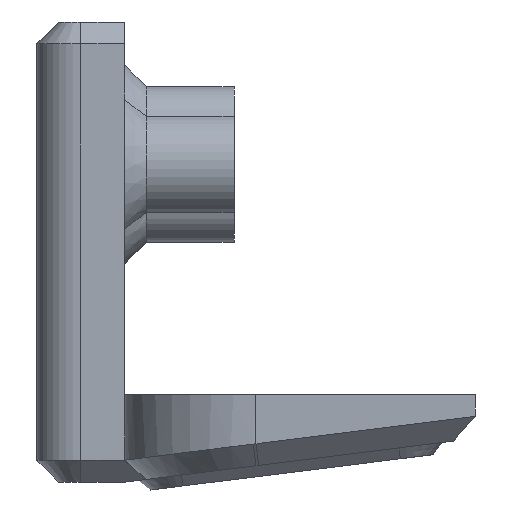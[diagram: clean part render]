
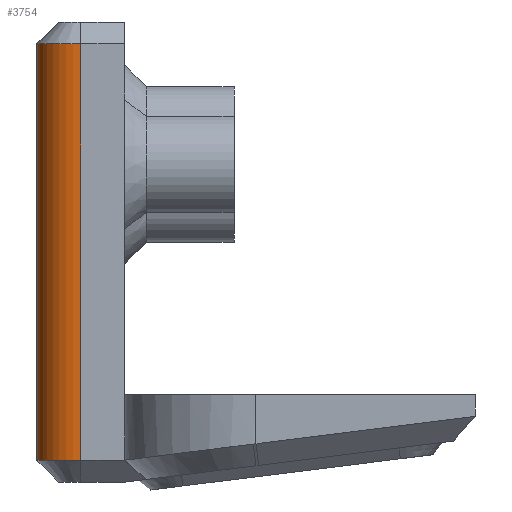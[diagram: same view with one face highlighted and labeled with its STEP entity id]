
A CAD part, left-side view. The second image highlights one B-rep face of the part: STEP entity #3754.
In plain terms, the highlighted cylindrical face has radius 2 mm (diameter 4 mm), a partial arc.
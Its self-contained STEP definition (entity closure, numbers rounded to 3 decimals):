
#78=CYLINDRICAL_SURFACE('',#4084,2.);
#552=LINE('',#6154,#938);
#553=LINE('',#6157,#939);
#938=VECTOR('',#5020,10.);
#939=VECTOR('',#5023,10.);
#1150=FACE_OUTER_BOUND('',#1361,.T.);
#1361=EDGE_LOOP('',(#3211,#3212,#3213,#3214));
#1560=CIRCLE('',#4081,2.);
#1562=CIRCLE('',#4085,2.);
#1886=VERTEX_POINT('',#6138);
#1888=VERTEX_POINT('',#6144);
#1890=VERTEX_POINT('',#6153);
#1891=VERTEX_POINT('',#6155);
#2373=EDGE_CURVE('',#1886,#1888,#1560,.T.);
#2378=EDGE_CURVE('',#1886,#1890,#552,.T.);
#2379=EDGE_CURVE('',#1891,#1890,#1562,.T.);
#2380=EDGE_CURVE('',#1891,#1888,#553,.T.);
#3211=ORIENTED_EDGE('',*,*,#2373,.F.);
#3212=ORIENTED_EDGE('',*,*,#2378,.T.);
#3213=ORIENTED_EDGE('',*,*,#2379,.F.);
#3214=ORIENTED_EDGE('',*,*,#2380,.T.);
#3754=ADVANCED_FACE('',(#1150),#78,.T.);
#4081=AXIS2_PLACEMENT_3D('',#6145,#5009,#5010);
#4084=AXIS2_PLACEMENT_3D('',#6152,#5018,#5019);
#4085=AXIS2_PLACEMENT_3D('',#6156,#5021,#5022);
#5009=DIRECTION('center_axis',(0.,0.,1.));
#5010=DIRECTION('ref_axis',(-0.707,0.707,0.));
#5018=DIRECTION('center_axis',(0.,0.,1.));
#5019=DIRECTION('ref_axis',(-0.707,0.707,0.));
#5020=DIRECTION('',(0.,0.,-1.));
#5021=DIRECTION('center_axis',(0.,0.,-1.));
#5022=DIRECTION('ref_axis',(-0.707,0.707,0.));
#5023=DIRECTION('',(0.,0.,1.));
#6138=CARTESIAN_POINT('',(-57.5,85.225,37.275));
#6144=CARTESIAN_POINT('',(-59.5,83.225,37.275));
#6145=CARTESIAN_POINT('Origin',(-57.5,83.225,37.275));
#6152=CARTESIAN_POINT('Origin',(-57.5,83.225,21.275));
#6153=CARTESIAN_POINT('',(-57.5,85.225,18.275));
#6154=CARTESIAN_POINT('',(-57.5,85.225,21.275));
#6155=CARTESIAN_POINT('',(-59.5,83.225,18.275));
#6156=CARTESIAN_POINT('Origin',(-57.5,83.225,18.275));
#6157=CARTESIAN_POINT('',(-59.5,83.225,21.275));
